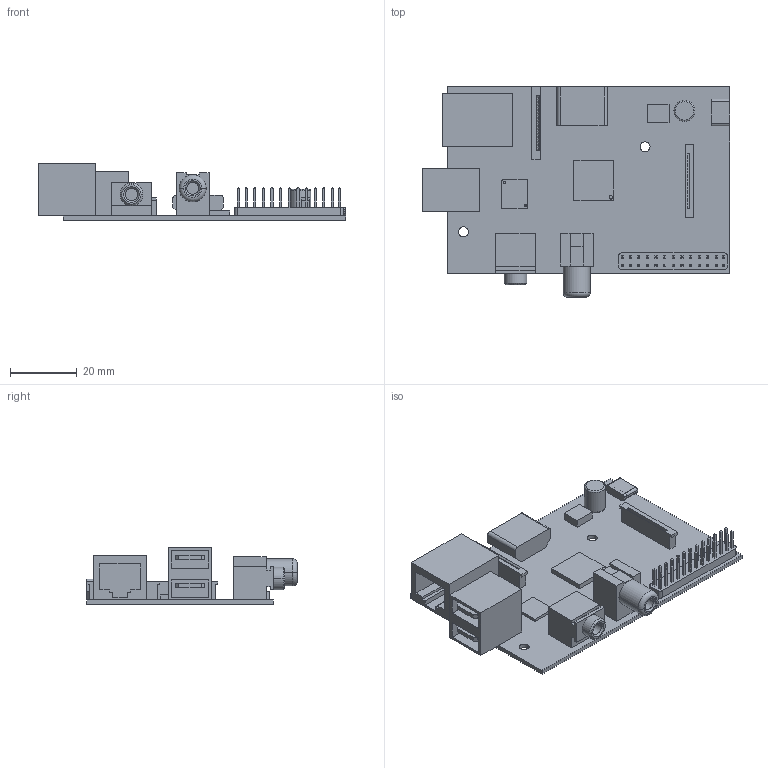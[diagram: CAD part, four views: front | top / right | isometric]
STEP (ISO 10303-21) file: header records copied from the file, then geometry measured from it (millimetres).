
FILE_DESCRIPTION((''),'2;1');
FILE_NAME('ASSEMBLY','2014-01-14T',(''),(''),'PRO/ENGINEER BY PARAMETRIC TECHNOLOGY CORPORATION, 2005180','PRO/ENGINEER BY PARAMETRIC TECHNOLOGY CORPORATION, 2005180','');
FILE_SCHEMA(('CONFIG_CONTROL_DESIGN'));
Length unit declared in the file: millimetre
Products named in the file (14): BOARD; CAMSLOT_CONNECTOR; CPUGPU; MICRO_USB_POWER_CONNECTOR; AUDIO_CONNECTOR; ETHERNET_CONNECTOR; HDMI_CONNECTOR; USB_2; POWER_MOSFET; PANNEL_CONNECTORS; DISPLAY_CONNECTOR; CAPACITOR; MEMORY_CHIP; ASSEMBLY
Assembly tree (14 placements, depth 2):
  ASSEMBLY
    BOARD
    CAMSLOT_CONNECTOR  x2
    CPUGPU
    MICRO_USB_POWER_CONNECTOR
    AUDIO_CONNECTOR
    ETHERNET_CONNECTOR
    HDMI_CONNECTOR
    USB_2
    POWER_MOSFET
    PANNEL_CONNECTORS
    DISPLAY_CONNECTOR
    CAPACITOR
    MEMORY_CHIP
Bounding box: 92.5 x 63.25 x 17.1 mm (x, y, z)
Volume: 17688.2 mm3; surface area: 20758.4 mm2
Topology: 14 solids, 14 shells, 785 faces, 1932 edges, 1244 vertices
Faces by surface type: plane 711, cylinder 48, cone 14, torus 12
Entity records: 19769 total; most frequent: CARTESIAN_POINT 3455, ORIENTED_EDGE 3282, DIRECTION 3181, EDGE_CURVE 1641, VECTOR 1505, LINE 1505, VERTEX_POINT 1050, AXIS2_PLACEMENT_3D 838
